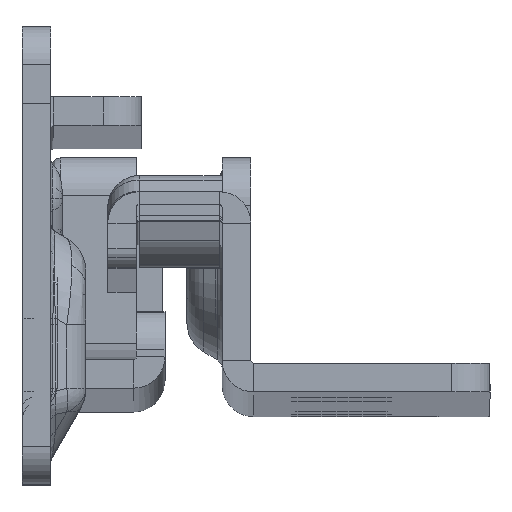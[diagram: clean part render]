
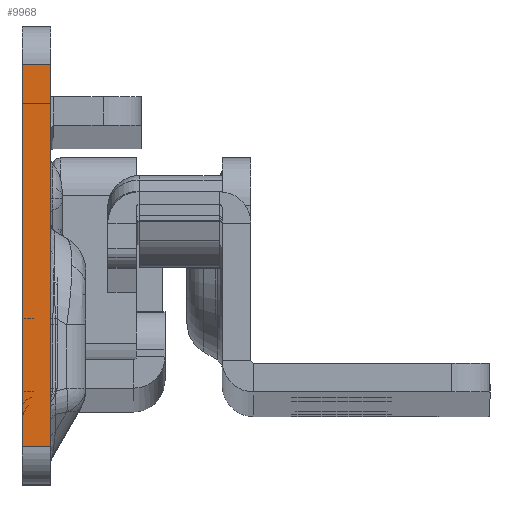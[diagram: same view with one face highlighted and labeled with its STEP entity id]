
A CAD part, top view. The second image highlights one B-rep face of the part: STEP entity #9968.
In plain terms, the highlighted planar face has unit normal (0, 0, 1).
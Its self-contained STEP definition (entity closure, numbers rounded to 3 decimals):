
#180 = VERTEX_POINT ( 'NONE', #18127 ) ;
#654 = CARTESIAN_POINT ( 'NONE',  ( 0., -29.094, 0. ) ) ;
#1762 = LINE ( 'NONE', #4807, #7534 ) ;
#2549 = CARTESIAN_POINT ( 'NONE',  ( 0., 18.3, 0. ) ) ;
#3427 = CARTESIAN_POINT ( 'NONE',  ( -3., 18.3, 0. ) ) ;
#4668 = AXIS2_PLACEMENT_3D ( 'NONE', #10816, #9333, #14970 ) ;
#4807 = CARTESIAN_POINT ( 'NONE',  ( -3., -29.094, 0. ) ) ;
#5055 = VERTEX_POINT ( 'NONE', #16052 ) ;
#5148 = VERTEX_POINT ( 'NONE', #3427 ) ;
#5265 = CARTESIAN_POINT ( 'NONE',  ( -142.194, -21.7, 0. ) ) ;
#5479 = VECTOR ( 'NONE', #6365, 1000. ) ;
#6365 = DIRECTION ( 'NONE',  ( 0., -1., 0. ) ) ;
#6621 = ORIENTED_EDGE ( 'NONE', *, *, #14167, .F. ) ;
#7421 = EDGE_CURVE ( 'NONE', #5148, #5055, #1762, .T. ) ;
#7534 = VECTOR ( 'NONE', #17149, 1000. ) ;
#8128 = VECTOR ( 'NONE', #16374, 1000. ) ;
#9333 = DIRECTION ( 'NONE',  ( 0., 0., 1. ) ) ;
#9462 = DIRECTION ( 'NONE',  ( 1., 0., 0. ) ) ;
#9558 = LINE ( 'NONE', #5265, #16019 ) ;
#9968 = ADVANCED_FACE ( 'NONE', ( #16173 ), #17646, .T. ) ;
#10744 = CARTESIAN_POINT ( 'NONE',  ( -3., 18.3, 0. ) ) ;
#10816 = CARTESIAN_POINT ( 'NONE',  ( -3., -29.094, 0. ) ) ;
#10974 = ORIENTED_EDGE ( 'NONE', *, *, #7421, .T. ) ;
#11762 = EDGE_CURVE ( 'NONE', #5055, #180, #9558, .T. ) ;
#13686 = EDGE_LOOP ( 'NONE', ( #6621, #15387, #10974, #14252 ) ) ;
#13751 = VERTEX_POINT ( 'NONE', #2549 ) ;
#14167 = EDGE_CURVE ( 'NONE', #13751, #180, #17403, .T. ) ;
#14252 = ORIENTED_EDGE ( 'NONE', *, *, #11762, .T. ) ;
#14774 = EDGE_CURVE ( 'NONE', #5148, #13751, #15165, .T. ) ;
#14970 = DIRECTION ( 'NONE',  ( 1., 0., 0. ) ) ;
#15165 = LINE ( 'NONE', #10744, #8128 ) ;
#15387 = ORIENTED_EDGE ( 'NONE', *, *, #14774, .F. ) ;
#16019 = VECTOR ( 'NONE', #9462, 1000. ) ;
#16052 = CARTESIAN_POINT ( 'NONE',  ( -3., -21.7, 0. ) ) ;
#16173 = FACE_OUTER_BOUND ( 'NONE', #13686, .T. ) ;
#16374 = DIRECTION ( 'NONE',  ( 1., 0., 0. ) ) ;
#17149 = DIRECTION ( 'NONE',  ( 0., -1., 0. ) ) ;
#17403 = LINE ( 'NONE', #654, #5479 ) ;
#17646 = PLANE ( 'NONE',  #4668 ) ;
#18127 = CARTESIAN_POINT ( 'NONE',  ( 0., -21.7, 0. ) ) ;
